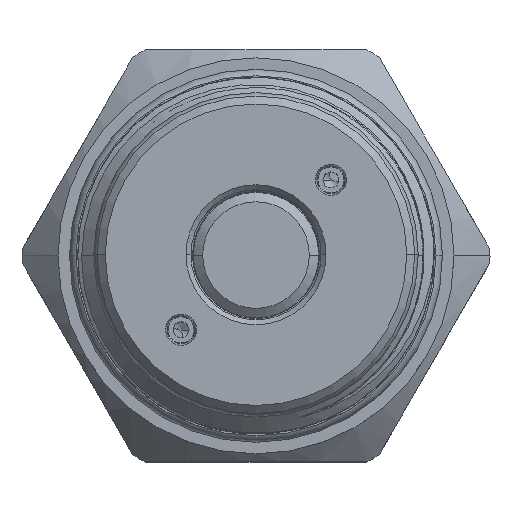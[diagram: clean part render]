
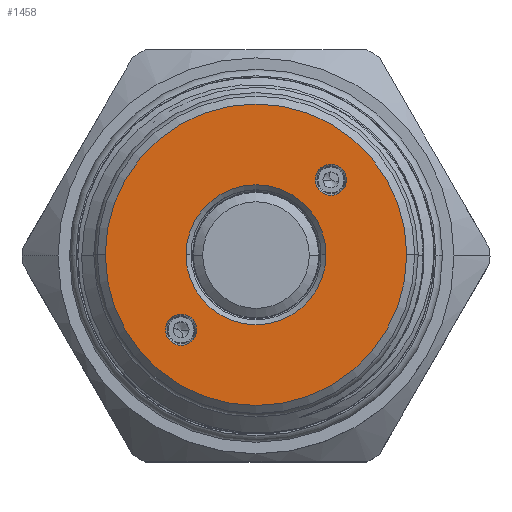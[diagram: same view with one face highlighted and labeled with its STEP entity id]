
A CAD part, top view. The second image highlights one B-rep face of the part: STEP entity #1458.
In plain terms, the highlighted planar face has unit normal (0, 0, 1).
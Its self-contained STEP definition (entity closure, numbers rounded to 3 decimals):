
#131 = DIRECTION ( 'NONE',  ( 0., 0., -1. ) ) ;
#137 = DIRECTION ( 'NONE',  ( -1., 0., 0. ) ) ;
#265 = EDGE_LOOP ( 'NONE', ( #4846, #8539 ) ) ;
#466 = AXIS2_PLACEMENT_3D ( 'NONE', #2741, #131, #8434 ) ;
#494 = DIRECTION ( 'NONE',  ( 0., 0., 1. ) ) ;
#921 = CARTESIAN_POINT ( 'NONE',  ( -5.935, -7.495, 0. ) ) ;
#1370 = VERTEX_POINT ( 'NONE', #6974 ) ;
#1399 = CARTESIAN_POINT ( 'NONE',  ( 7.495, 7.495, 0. ) ) ;
#1457 = CARTESIAN_POINT ( 'NONE',  ( -7.495, -7.495, 0. ) ) ;
#1458 = ADVANCED_FACE ( 'NONE', ( #5829, #2020, #5090, #2585 ), #9471, .F. ) ;
#1589 = AXIS2_PLACEMENT_3D ( 'NONE', #3236, #5753, #137 ) ;
#1676 = ORIENTED_EDGE ( 'NONE', *, *, #5238, .T. ) ;
#1818 = ORIENTED_EDGE ( 'NONE', *, *, #4451, .T. ) ;
#2020 = FACE_BOUND ( 'NONE', #265, .T. ) ;
#2290 = ORIENTED_EDGE ( 'NONE', *, *, #7427, .F. ) ;
#2397 = AXIS2_PLACEMENT_3D ( 'NONE', #9080, #4302, #8074 ) ;
#2514 = CARTESIAN_POINT ( 'NONE',  ( -9.056, -7.495, 0. ) ) ;
#2580 = ORIENTED_EDGE ( 'NONE', *, *, #2702, .T. ) ;
#2585 = FACE_BOUND ( 'NONE', #11108, .T. ) ;
#2702 = EDGE_CURVE ( 'NONE', #4346, #7412, #2864, .T. ) ;
#2741 = CARTESIAN_POINT ( 'NONE',  ( 0., 0., 0. ) ) ;
#2864 = CIRCLE ( 'NONE', #466, 7. ) ;
#2939 = VERTEX_POINT ( 'NONE', #5116 ) ;
#2961 = DIRECTION ( 'NONE',  ( 0., 0., 1. ) ) ;
#3236 = CARTESIAN_POINT ( 'NONE',  ( 0., 0., 0. ) ) ;
#3508 = ORIENTED_EDGE ( 'NONE', *, *, #6011, .T. ) ;
#3631 = EDGE_LOOP ( 'NONE', ( #2580, #1676 ) ) ;
#3703 = VERTEX_POINT ( 'NONE', #921 ) ;
#3863 = CIRCLE ( 'NONE', #11460, 15.075 ) ;
#3946 = CARTESIAN_POINT ( 'NONE',  ( -7., 0., 0. ) ) ;
#4021 = DIRECTION ( 'NONE',  ( -1., 0., 0. ) ) ;
#4302 = DIRECTION ( 'NONE',  ( 0., 0., -1. ) ) ;
#4346 = VERTEX_POINT ( 'NONE', #5159 ) ;
#4384 = CIRCLE ( 'NONE', #4632, 1.561 ) ;
#4451 = EDGE_CURVE ( 'NONE', #2939, #7987, #3863, .T. ) ;
#4632 = AXIS2_PLACEMENT_3D ( 'NONE', #1457, #7152, #5296 ) ;
#4846 = ORIENTED_EDGE ( 'NONE', *, *, #4992, .F. ) ;
#4892 = DIRECTION ( 'NONE',  ( 1., 0., 0. ) ) ;
#4980 = DIRECTION ( 'NONE',  ( -1., 0., 0. ) ) ;
#4992 = EDGE_CURVE ( 'NONE', #1370, #8592, #7409, .T. ) ;
#5009 = CARTESIAN_POINT ( 'NONE',  ( 7.495, 7.495, 0. ) ) ;
#5090 = FACE_OUTER_BOUND ( 'NONE', #9346, .T. ) ;
#5116 = CARTESIAN_POINT ( 'NONE',  ( 15.075, 0., 0. ) ) ;
#5159 = CARTESIAN_POINT ( 'NONE',  ( 7., 0., 0. ) ) ;
#5238 = EDGE_CURVE ( 'NONE', #7412, #4346, #9750, .T. ) ;
#5296 = DIRECTION ( 'NONE',  ( -1., 0., 0. ) ) ;
#5456 = CARTESIAN_POINT ( 'NONE',  ( 5.935, 7.495, 0. ) ) ;
#5523 = VERTEX_POINT ( 'NONE', #2514 ) ;
#5753 = DIRECTION ( 'NONE',  ( 0., 0., -1. ) ) ;
#5829 = FACE_BOUND ( 'NONE', #3631, .T. ) ;
#5876 = DIRECTION ( 'NONE',  ( 0., 0., 1. ) ) ;
#6011 = EDGE_CURVE ( 'NONE', #7987, #2939, #6943, .T. ) ;
#6943 = CIRCLE ( 'NONE', #7138, 15.075 ) ;
#6974 = CARTESIAN_POINT ( 'NONE',  ( 9.056, 7.495, 0. ) ) ;
#7138 = AXIS2_PLACEMENT_3D ( 'NONE', #9683, #9561, #4980 ) ;
#7152 = DIRECTION ( 'NONE',  ( 0., 0., 1. ) ) ;
#7217 = CARTESIAN_POINT ( 'NONE',  ( 0., 0., 0. ) ) ;
#7409 = CIRCLE ( 'NONE', #11384, 1.561 ) ;
#7412 = VERTEX_POINT ( 'NONE', #3946 ) ;
#7427 = EDGE_CURVE ( 'NONE', #5523, #3703, #9576, .T. ) ;
#7987 = VERTEX_POINT ( 'NONE', #8887 ) ;
#8018 = DIRECTION ( 'NONE',  ( -1., 0., 0. ) ) ;
#8064 = DIRECTION ( 'NONE',  ( 1., 0., 0. ) ) ;
#8074 = DIRECTION ( 'NONE',  ( -1., 0., 0. ) ) ;
#8104 = EDGE_CURVE ( 'NONE', #3703, #5523, #4384, .T. ) ;
#8238 = CIRCLE ( 'NONE', #10545, 1.561 ) ;
#8434 = DIRECTION ( 'NONE',  ( -1., 0., 0. ) ) ;
#8499 = EDGE_CURVE ( 'NONE', #8592, #1370, #8238, .T. ) ;
#8539 = ORIENTED_EDGE ( 'NONE', *, *, #8499, .F. ) ;
#8592 = VERTEX_POINT ( 'NONE', #5456 ) ;
#8887 = CARTESIAN_POINT ( 'NONE',  ( -15.075, 0., 0. ) ) ;
#8964 = AXIS2_PLACEMENT_3D ( 'NONE', #11517, #5876, #4021 ) ;
#8988 = DIRECTION ( 'NONE',  ( 0., 0., 1. ) ) ;
#9080 = CARTESIAN_POINT ( 'NONE',  ( 0., 0., 0. ) ) ;
#9346 = EDGE_LOOP ( 'NONE', ( #3508, #1818 ) ) ;
#9471 = PLANE ( 'NONE',  #1589 ) ;
#9561 = DIRECTION ( 'NONE',  ( 0., 0., 1. ) ) ;
#9576 = CIRCLE ( 'NONE', #8964, 1.561 ) ;
#9683 = CARTESIAN_POINT ( 'NONE',  ( 0., 0., 0. ) ) ;
#9750 = CIRCLE ( 'NONE', #2397, 7. ) ;
#10545 = AXIS2_PLACEMENT_3D ( 'NONE', #1399, #494, #8064 ) ;
#11108 = EDGE_LOOP ( 'NONE', ( #2290, #11190 ) ) ;
#11190 = ORIENTED_EDGE ( 'NONE', *, *, #8104, .F. ) ;
#11384 = AXIS2_PLACEMENT_3D ( 'NONE', #5009, #2961, #4892 ) ;
#11460 = AXIS2_PLACEMENT_3D ( 'NONE', #7217, #8988, #8018 ) ;
#11517 = CARTESIAN_POINT ( 'NONE',  ( -7.495, -7.495, 0. ) ) ;
